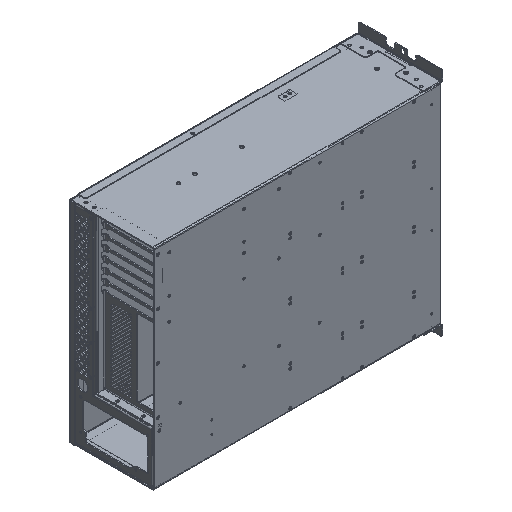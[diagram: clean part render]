
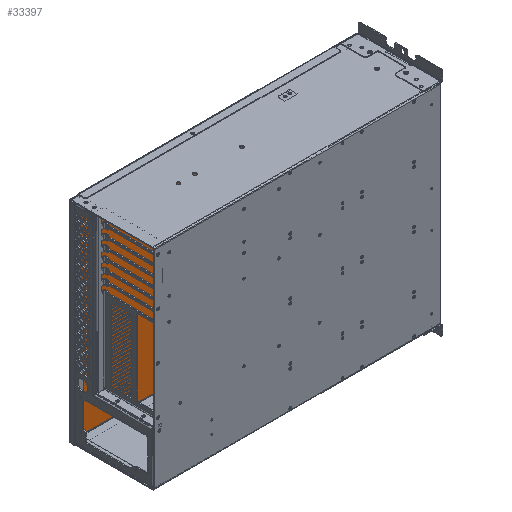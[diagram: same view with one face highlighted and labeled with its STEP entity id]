
A CAD part, isometric view. The second image highlights one B-rep face of the part: STEP entity #33397.
In plain terms, the highlighted planar face has unit normal (0, -1, 0).
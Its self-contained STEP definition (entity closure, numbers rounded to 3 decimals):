
#292=FACE_BOUND('',#4254,.T.);
#864=PLANE('',#35597);
#2324=FACE_OUTER_BOUND('',#4253,.T.);
#4253=EDGE_LOOP('',(#24297,#24298,#24299,#24300,#24301,#24302,#24303,#24304,
#24305,#24306,#24307,#24308,#24309,#24310));
#4254=EDGE_LOOP('',(#24311));
#6507=LINE('',#49216,#10310);
#6560=LINE('',#49382,#10363);
#6563=LINE('',#49388,#10366);
#6564=LINE('',#49390,#10367);
#6565=LINE('',#49392,#10368);
#6567=LINE('',#49396,#10370);
#6568=LINE('',#49398,#10371);
#6569=LINE('',#49401,#10372);
#6575=LINE('',#49419,#10378);
#6577=LINE('',#49423,#10380);
#10310=VECTOR('',#39171,10.);
#10363=VECTOR('',#39338,10.);
#10366=VECTOR('',#39347,10.);
#10367=VECTOR('',#39350,10.);
#10368=VECTOR('',#39353,10.);
#10370=VECTOR('',#39357,10.);
#10371=VECTOR('',#39360,10.);
#10372=VECTOR('',#39363,10.);
#10378=VECTOR('',#39383,10.);
#10380=VECTOR('',#39389,10.);
#14120=CIRCLE('',#35519,1.651);
#14123=CIRCLE('',#35523,1.905);
#14127=CIRCLE('',#35530,1.905);
#14153=CIRCLE('',#35583,0.8);
#14157=CIRCLE('',#35598,0.8);
#15240=VERTEX_POINT('',#49197);
#15244=VERTEX_POINT('',#49206);
#15245=VERTEX_POINT('',#49208);
#15247=VERTEX_POINT('',#49214);
#15259=VERTEX_POINT('',#49242);
#15280=VERTEX_POINT('',#49296);
#15298=VERTEX_POINT('',#49357);
#15299=VERTEX_POINT('',#49361);
#15300=VERTEX_POINT('',#49367);
#15301=VERTEX_POINT('',#49373);
#15302=VERTEX_POINT('',#49380);
#15303=VERTEX_POINT('',#49381);
#15304=VERTEX_POINT('',#49394);
#15305=VERTEX_POINT('',#49400);
#15310=VERTEX_POINT('',#49418);
#18618=EDGE_CURVE('',#15240,#15240,#14120,.T.);
#18623=EDGE_CURVE('',#15244,#15245,#14123,.T.);
#18627=EDGE_CURVE('',#15244,#15247,#6507,.T.);
#18641=EDGE_CURVE('',#15259,#15247,#14127,.T.);
#18709=EDGE_CURVE('',#15302,#15303,#6560,.T.);
#18712=EDGE_CURVE('',#15298,#15302,#14153,.T.);
#18713=EDGE_CURVE('',#15299,#15298,#6563,.T.);
#18714=EDGE_CURVE('',#15299,#15300,#6564,.T.);
#18715=EDGE_CURVE('',#15301,#15300,#6565,.T.);
#18717=EDGE_CURVE('',#15259,#15304,#6567,.T.);
#18718=EDGE_CURVE('',#15303,#15245,#6568,.T.);
#18719=EDGE_CURVE('',#15305,#15301,#6569,.T.);
#18728=EDGE_CURVE('',#15304,#15310,#6575,.T.);
#18730=EDGE_CURVE('',#15310,#15280,#14157,.T.);
#18731=EDGE_CURVE('',#15280,#15305,#6577,.T.);
#24297=ORIENTED_EDGE('',*,*,#18623,.F.);
#24298=ORIENTED_EDGE('',*,*,#18627,.T.);
#24299=ORIENTED_EDGE('',*,*,#18641,.F.);
#24300=ORIENTED_EDGE('',*,*,#18717,.T.);
#24301=ORIENTED_EDGE('',*,*,#18728,.T.);
#24302=ORIENTED_EDGE('',*,*,#18730,.T.);
#24303=ORIENTED_EDGE('',*,*,#18731,.T.);
#24304=ORIENTED_EDGE('',*,*,#18719,.T.);
#24305=ORIENTED_EDGE('',*,*,#18715,.T.);
#24306=ORIENTED_EDGE('',*,*,#18714,.F.);
#24307=ORIENTED_EDGE('',*,*,#18713,.T.);
#24308=ORIENTED_EDGE('',*,*,#18712,.T.);
#24309=ORIENTED_EDGE('',*,*,#18709,.T.);
#24310=ORIENTED_EDGE('',*,*,#18718,.T.);
#24311=ORIENTED_EDGE('',*,*,#18618,.T.);
#33397=ADVANCED_FACE('',(#2324,#292),#864,.F.);
#35519=AXIS2_PLACEMENT_3D('',#49198,#39154,#39155);
#35523=AXIS2_PLACEMENT_3D('',#49209,#39164,#39165);
#35530=AXIS2_PLACEMENT_3D('',#49244,#39192,#39193);
#35583=AXIS2_PLACEMENT_3D('',#49386,#39343,#39344);
#35597=AXIS2_PLACEMENT_3D('',#49421,#39385,#39386);
#35598=AXIS2_PLACEMENT_3D('',#49422,#39387,#39388);
#39154=DIRECTION('center_axis',(0.,1.,0.));
#39155=DIRECTION('ref_axis',(0.,0.,-1.));
#39164=DIRECTION('center_axis',(0.,1.,0.));
#39165=DIRECTION('ref_axis',(0.707,0.,-0.707));
#39171=DIRECTION('',(0.,0.,1.));
#39192=DIRECTION('center_axis',(0.,1.,0.));
#39193=DIRECTION('ref_axis',(0.707,0.,0.707));
#39338=DIRECTION('',(0.,0.,-1.));
#39343=DIRECTION('center_axis',(0.,1.,0.));
#39344=DIRECTION('ref_axis',(-1.,0.,0.));
#39347=DIRECTION('',(1.,0.,0.));
#39350=DIRECTION('',(-1.,0.,0.));
#39353=DIRECTION('',(0.,0.,-1.));
#39357=DIRECTION('',(-1.,0.,0.));
#39360=DIRECTION('',(1.,0.,0.));
#39363=DIRECTION('',(-1.,0.,0.));
#39383=DIRECTION('',(0.,0.,-1.));
#39385=DIRECTION('center_axis',(0.,1.,0.));
#39386=DIRECTION('ref_axis',(1.,0.,0.));
#39387=DIRECTION('center_axis',(0.,1.,0.));
#39388=DIRECTION('ref_axis',(-1.,0.,0.));
#39389=DIRECTION('',(-1.,0.,0.));
#49197=CARTESIAN_POINT('',(525.677,173.177,-214.926));
#49198=CARTESIAN_POINT('Origin',(525.677,173.177,-216.577));
#49206=CARTESIAN_POINT('',(543.966,173.177,-433.121));
#49208=CARTESIAN_POINT('',(542.061,173.177,-435.026));
#49209=CARTESIAN_POINT('Origin',(542.061,173.177,-433.121));
#49214=CARTESIAN_POINT('',(543.966,173.177,-0.051));
#49216=CARTESIAN_POINT('',(543.966,173.177,-432.994));
#49242=CARTESIAN_POINT('',(542.061,173.177,1.854));
#49244=CARTESIAN_POINT('Origin',(542.061,173.177,-0.051));
#49296=CARTESIAN_POINT('',(494.817,173.177,0.864));
#49357=CARTESIAN_POINT('',(494.817,173.177,-434.035));
#49361=CARTESIAN_POINT('',(-34.646,173.177,-434.035));
#49367=CARTESIAN_POINT('',(-49.657,173.177,-434.035));
#49373=CARTESIAN_POINT('',(-49.657,173.177,0.864));
#49380=CARTESIAN_POINT('',(496.418,173.177,-434.035));
#49381=CARTESIAN_POINT('',(496.418,173.177,-435.026));
#49382=CARTESIAN_POINT('',(496.418,173.177,-325.31));
#49386=CARTESIAN_POINT('Origin',(495.617,173.177,-434.035));
#49388=CARTESIAN_POINT('',(203.352,173.177,-434.035));
#49390=CARTESIAN_POINT('',(3.454,173.177,-434.035));
#49392=CARTESIAN_POINT('',(-49.657,173.177,-107.861));
#49394=CARTESIAN_POINT('',(496.418,173.177,1.854));
#49396=CARTESIAN_POINT('',(812.952,173.177,1.854));
#49398=CARTESIAN_POINT('',(0.152,173.177,-435.026));
#49400=CARTESIAN_POINT('',(-34.646,173.177,0.864));
#49401=CARTESIAN_POINT('',(3.454,173.177,0.864));
#49418=CARTESIAN_POINT('',(496.418,173.177,0.864));
#49419=CARTESIAN_POINT('',(496.418,173.177,-107.366));
#49421=CARTESIAN_POINT('Origin',(406.552,173.177,-216.586));
#49422=CARTESIAN_POINT('Origin',(495.617,173.177,0.864));
#49423=CARTESIAN_POINT('',(583.527,173.177,0.864));
